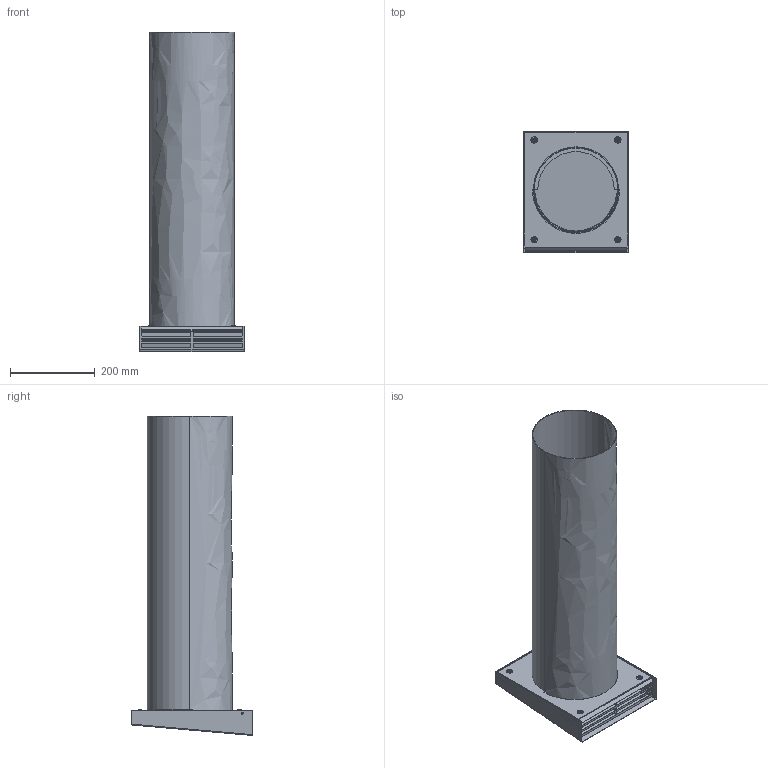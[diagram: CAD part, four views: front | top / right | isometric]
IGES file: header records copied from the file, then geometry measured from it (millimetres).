
Start section: Elysium IGES Interface
Global section: file name: 0095.0216_PP60KA-SRL.igs; native system: PTC Creo Elements/Direct Modeling 19.0C  15-Aug-2015; preprocessor: Creo Element/Direct IGES_3D V2.2; author: Unknown; organization: Unknown; date: 20170721.144243; units: millimetre
Bounding box: 249.4 x 287 x 750.99 mm (x, y, z)
Volume: 985575.9 mm3; surface area: 1204450.3 mm2
Topology: 3 solids, 3 shells, 281 faces, 746 edges, 480 vertices
Faces by surface type: bspline 281
